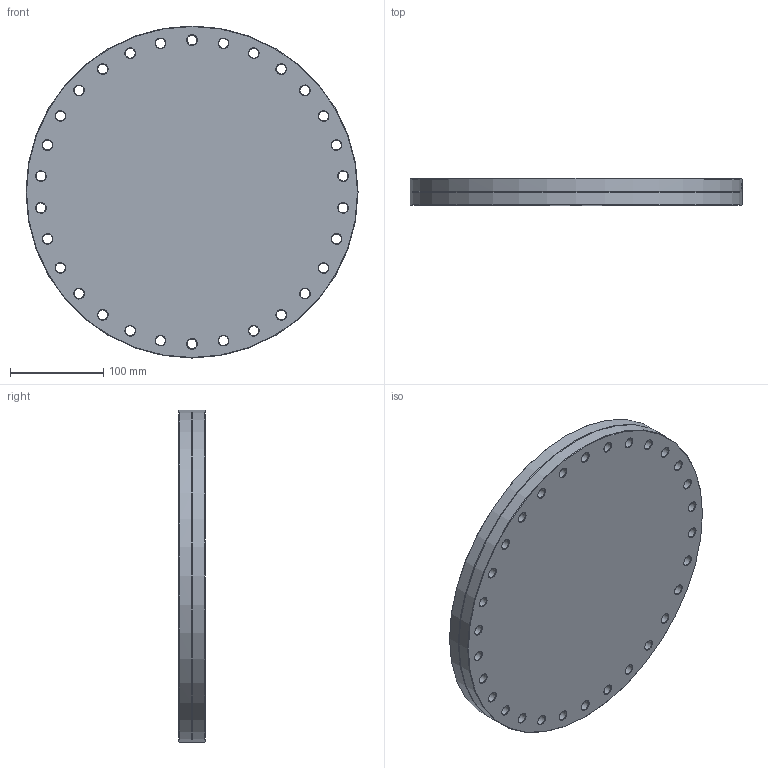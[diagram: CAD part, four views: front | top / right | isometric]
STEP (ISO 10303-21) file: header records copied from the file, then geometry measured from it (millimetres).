
FILE_DESCRIPTION(/* description */ (''),/* implementation_level */ '2;1');
FILE_NAME(/* name */ 'FL-1400CF.stp',/* time_stamp */ '2021-05-14T09:13:30+01:00',/* author */ ('Paul'),/* organization */ (''),/* preprocessor_version */ 'ST-DEVELOPER v18.1',/* originating_system */ 'Autodesk Inventor 2022',/* authorisation */ '');
FILE_SCHEMA (('AUTOMOTIVE_DESIGN { 1 0 10303 214 3 1 1 }'));
Length unit declared in the file: millimetre
Products named in the file (1): FL-1400CF
Bounding box: 355.6 x 28.45 x 355.6 mm (x, y, z)
Volume: 2660335.1 mm3; surface area: 254776.3 mm2
Topology: 1 solids, 1 shells, 196 faces, 526 edges, 340 vertices
Faces by surface type: cone 65, plane 46, cylinder 43, bspline 41, torus 1
Full cylindrical faces by diameter (mm): 10.5 x30, 313.54 x1, 355.6 x2
Entity records: 8231 total; most frequent: CARTESIAN_POINT 3253, ORIENTED_EDGE 1052, DIRECTION 973, EDGE_CURVE 526, AXIS2_PLACEMENT_3D 383, VERTEX_POINT 340, EDGE_LOOP 264, LINE 207
